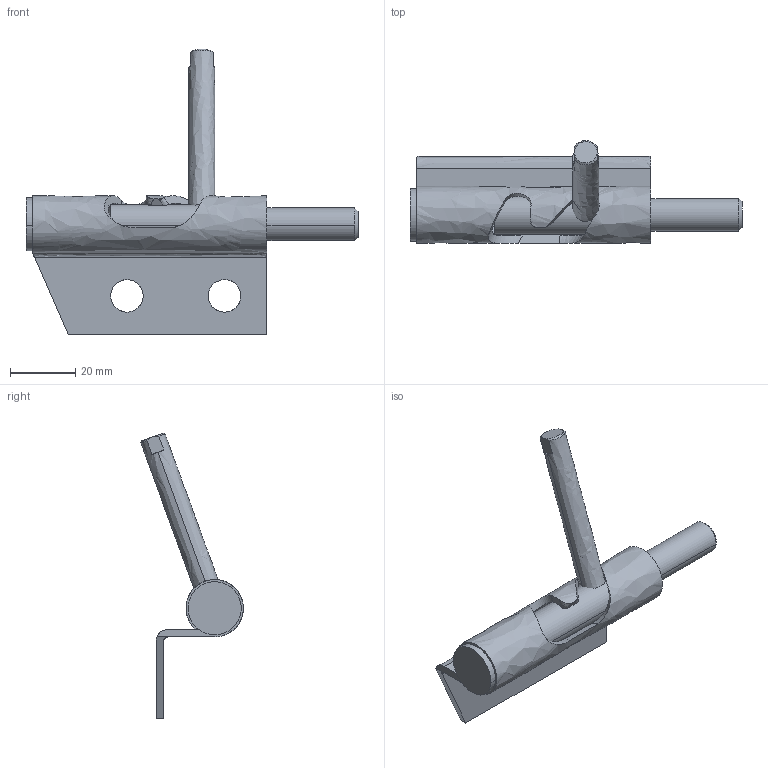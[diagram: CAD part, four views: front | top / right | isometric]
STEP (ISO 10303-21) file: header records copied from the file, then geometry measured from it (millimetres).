
FILE_DESCRIPTION((''),'2;1');
FILE_NAME('','2005-07-15T16:18:34',(''),(''),'','CADfix','');
FILE_SCHEMA(('AUTOMOTIVE_DESIGN'));
Length unit declared in the file: millimetre
Products named in the file (5): latch; knob; housing_B; housing_A; TL_290_6070_36
Assembly tree (4 placements, depth 2):
  TL_290_6070_36
    latch
    knob
    housing_B
    housing_A
Bounding box: 102 x 31.54 x 87.82 mm (x, y, z)
Volume: 22708.2 mm3; surface area: 16516 mm2
Topology: 4 solids, 4 shells, 58 faces, 171 edges, 122 vertices
Faces by surface type: bspline 58
Entity records: 2760 total; most frequent: CARTESIAN_POINT 1692, ORIENTED_EDGE 342, EDGE_CURVE 171, VERTEX_POINT 122, QUASI_UNIFORM_CURVE 66, EDGE_LOOP 65, FACE_OUTER_BOUND 58, ADVANCED_FACE 58
